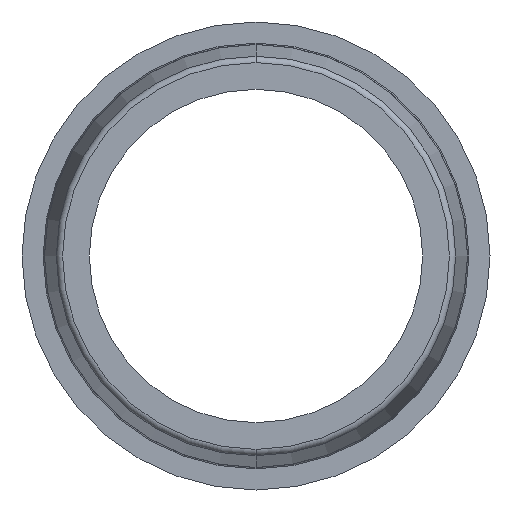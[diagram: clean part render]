
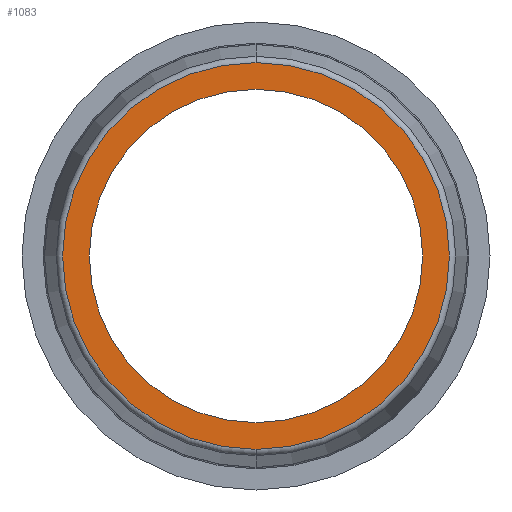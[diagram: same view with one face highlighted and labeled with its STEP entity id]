
A CAD part, front view. The second image highlights one B-rep face of the part: STEP entity #1083.
In plain terms, the highlighted planar face has unit normal (0, -1, 0).
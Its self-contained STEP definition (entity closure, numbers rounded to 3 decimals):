
#130 = AXIS2_PLACEMENT_3D ( 'NONE', #1120, #230, #1270 ) ;
#165 = CIRCLE ( 'NONE', #130, 13. ) ;
#212 = ORIENTED_EDGE ( 'NONE', *, *, #740, .T. ) ;
#213 = CARTESIAN_POINT ( 'NONE',  ( 0., -45., 0. ) ) ;
#230 = DIRECTION ( 'NONE',  ( 0., 1., 0. ) ) ;
#234 = AXIS2_PLACEMENT_3D ( 'NONE', #213, #1253, #347 ) ;
#310 = DIRECTION ( 'NONE',  ( 0., 1., 0. ) ) ;
#336 = EDGE_LOOP ( 'NONE', ( #1895, #842 ) ) ;
#347 = DIRECTION ( 'NONE',  ( 0., 0., -1. ) ) ;
#373 = CARTESIAN_POINT ( 'NONE',  ( 0., -45., -13. ) ) ;
#519 = DIRECTION ( 'NONE',  ( 0., -1., 0. ) ) ;
#590 = CIRCLE ( 'NONE', #1345, 15.083 ) ;
#673 = EDGE_CURVE ( 'NONE', #956, #1376, #1816, .T. ) ;
#711 = EDGE_CURVE ( 'NONE', #1843, #1115, #165, .T. ) ;
#740 = EDGE_CURVE ( 'NONE', #1115, #1843, #1578, .T. ) ;
#842 = ORIENTED_EDGE ( 'NONE', *, *, #673, .T. ) ;
#899 = PLANE ( 'NONE',  #931 ) ;
#931 = AXIS2_PLACEMENT_3D ( 'NONE', #1636, #1497, #1127 ) ;
#956 = VERTEX_POINT ( 'NONE', #1737 ) ;
#1083 = ADVANCED_FACE ( 'NONE', ( #1799, #1369 ), #899, .T. ) ;
#1113 = EDGE_CURVE ( 'NONE', #1376, #956, #590, .T. ) ;
#1115 = VERTEX_POINT ( 'NONE', #1867 ) ;
#1120 = CARTESIAN_POINT ( 'NONE',  ( 0., -45., 0. ) ) ;
#1127 = DIRECTION ( 'NONE',  ( 0., 0., -1. ) ) ;
#1175 = CARTESIAN_POINT ( 'NONE',  ( 0., -45., -15.083 ) ) ;
#1205 = CARTESIAN_POINT ( 'NONE',  ( 0., -45., 0. ) ) ;
#1253 = DIRECTION ( 'NONE',  ( 0., -1., 0. ) ) ;
#1270 = DIRECTION ( 'NONE',  ( 0., 0., 1. ) ) ;
#1345 = AXIS2_PLACEMENT_3D ( 'NONE', #1441, #519, #1569 ) ;
#1361 = DIRECTION ( 'NONE',  ( 0., 0., 1. ) ) ;
#1369 = FACE_BOUND ( 'NONE', #1792, .T. ) ;
#1376 = VERTEX_POINT ( 'NONE', #1175 ) ;
#1435 = ORIENTED_EDGE ( 'NONE', *, *, #711, .T. ) ;
#1441 = CARTESIAN_POINT ( 'NONE',  ( 0., -45., 0. ) ) ;
#1497 = DIRECTION ( 'NONE',  ( 0., -1., 0. ) ) ;
#1569 = DIRECTION ( 'NONE',  ( 0., 0., -1. ) ) ;
#1578 = CIRCLE ( 'NONE', #1804, 13. ) ;
#1636 = CARTESIAN_POINT ( 'NONE',  ( -13., -45., 0. ) ) ;
#1737 = CARTESIAN_POINT ( 'NONE',  ( 0., -45., 15.083 ) ) ;
#1792 = EDGE_LOOP ( 'NONE', ( #212, #1435 ) ) ;
#1799 = FACE_OUTER_BOUND ( 'NONE', #336, .T. ) ;
#1804 = AXIS2_PLACEMENT_3D ( 'NONE', #1205, #310, #1361 ) ;
#1816 = CIRCLE ( 'NONE', #234, 15.083 ) ;
#1843 = VERTEX_POINT ( 'NONE', #373 ) ;
#1867 = CARTESIAN_POINT ( 'NONE',  ( 0., -45., 13. ) ) ;
#1895 = ORIENTED_EDGE ( 'NONE', *, *, #1113, .T. ) ;
